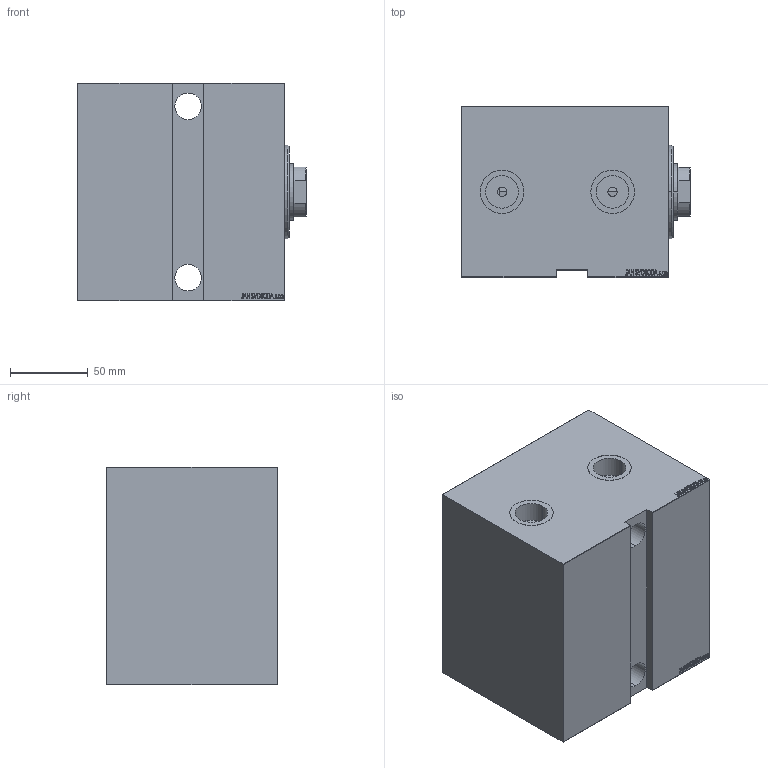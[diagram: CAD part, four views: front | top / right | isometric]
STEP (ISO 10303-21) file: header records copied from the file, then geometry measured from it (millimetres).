
FILE_DESCRIPTION (( 'STEP AP203' ), '1' );
FILE_NAME ('7188.STEP', '2021-03-18T17:22:36', ( '' ), ( '' ), 'SwSTEP 2.0', 'SolidWorks 2019', '' );
FILE_SCHEMA (( 'CONFIG_CONTROL_DESIGN' ));
Products named in the file (4): V450CM_E_VCP fe481e0721db5be3e1235da667883906; V450CM_E fe481e0721db5be3e1235da667883906; V450CM_VC_B fe481e0721db5be3e1235da667883906; 7188
Assembly tree (3 placements, depth 2):
  7188
    V450CM_E fe481e0721db5be3e1235da667883906
    V450CM_E_VCP fe481e0721db5be3e1235da667883906
    V450CM_VC_B fe481e0721db5be3e1235da667883906
Bounding box: 147 x 110 x 140 mm (x, y, z)
Volume: 1708874.8 mm3; surface area: 193707.4 mm2
Topology: 3 solids, 3 shells, 868 faces, 2226 edges, 1476 vertices
Faces by surface type: plane 416, bspline 380, cylinder 58, cone 14
Entity records: 43554 total; most frequent: CARTESIAN_POINT 24540, ORIENTED_EDGE 4448, DIRECTION 2570, EDGE_CURVE 2224, VERTEX_POINT 1476, LINE 1322, VECTOR 1322, EDGE_LOOP 992
